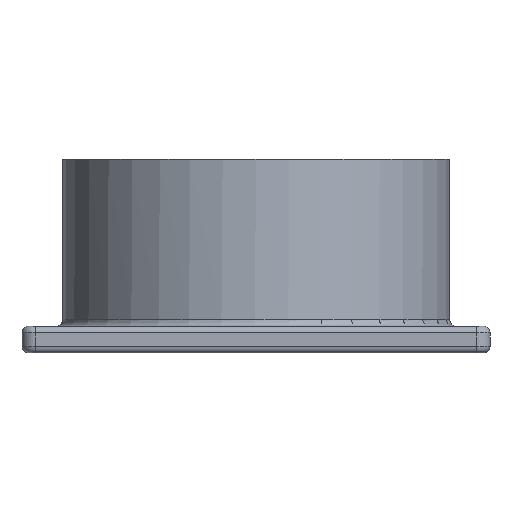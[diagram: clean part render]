
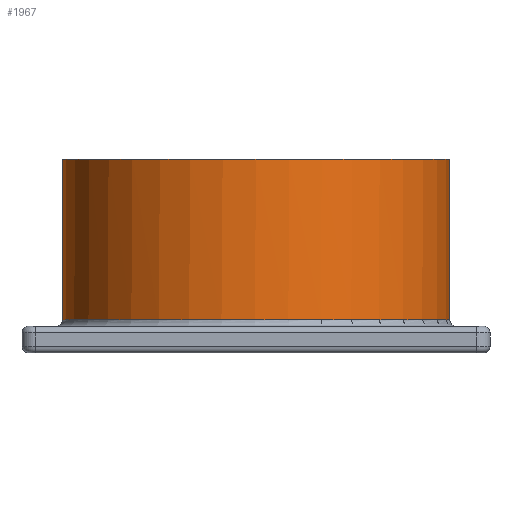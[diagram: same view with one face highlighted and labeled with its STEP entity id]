
A CAD part, front view. The second image highlights one B-rep face of the part: STEP entity #1967.
In plain terms, the highlighted cylindrical face has radius 28.9 mm (diameter 57.8 mm), a partial arc.
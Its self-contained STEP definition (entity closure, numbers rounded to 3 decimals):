
#419 = PLANE('',#420);
#420 = AXIS2_PLACEMENT_3D('',#421,#422,#423);
#421 = CARTESIAN_POINT('',(5.5,40.,4.));
#422 = DIRECTION('',(1.,0.,0.));
#423 = DIRECTION('',(0.,-1.,0.));
#446 = TOROIDAL_SURFACE('',#447,29.9,1.);
#447 = AXIS2_PLACEMENT_3D('',#448,#449,#450);
#448 = CARTESIAN_POINT('',(0.,0.,5.));
#449 = DIRECTION('',(-0.,-0.,-1.));
#450 = DIRECTION('',(-1.,0.,0.));
#636 = VERTEX_POINT('',#637);
#637 = CARTESIAN_POINT('',(5.5,28.372,29.));
#651 = PLANE('',#652);
#652 = AXIS2_PLACEMENT_3D('',#653,#654,#655);
#653 = CARTESIAN_POINT('',(0.,5.485,29.));
#654 = DIRECTION('',(0.,0.,1.));
#655 = DIRECTION('',(1.,0.,0.));
#663 = EDGE_CURVE('',#664,#636,#666,.T.);
#664 = VERTEX_POINT('',#665);
#665 = CARTESIAN_POINT('',(5.5,28.372,5.));
#666 = SURFACE_CURVE('',#667,(#671,#678),.PCURVE_S1.);
#667 = LINE('',#668,#669);
#668 = CARTESIAN_POINT('',(5.5,28.372,4.));
#669 = VECTOR('',#670,1.);
#670 = DIRECTION('',(0.,0.,1.));
#671 = PCURVE('',#419,#672);
#672 = DEFINITIONAL_REPRESENTATION('',(#673),#677);
#673 = LINE('',#674,#675);
#674 = CARTESIAN_POINT('',(11.628,0.));
#675 = VECTOR('',#676,1.);
#676 = DIRECTION('',(0.,-1.));
#677 = ( GEOMETRIC_REPRESENTATION_CONTEXT(2) 
PARAMETRIC_REPRESENTATION_CONTEXT() REPRESENTATION_CONTEXT('2D SPACE',''
  ) );
#678 = PCURVE('',#679,#684);
#679 = CYLINDRICAL_SURFACE('',#680,28.9);
#680 = AXIS2_PLACEMENT_3D('',#681,#682,#683);
#681 = CARTESIAN_POINT('',(0.,0.,4.));
#682 = DIRECTION('',(-0.,-0.,-1.));
#683 = DIRECTION('',(1.,0.,0.));
#684 = DEFINITIONAL_REPRESENTATION('',(#685),#689);
#685 = LINE('',#686,#687);
#686 = CARTESIAN_POINT('',(-7.663,0.));
#687 = VECTOR('',#688,1.);
#688 = DIRECTION('',(-0.,-1.));
#689 = ( GEOMETRIC_REPRESENTATION_CONTEXT(2) 
PARAMETRIC_REPRESENTATION_CONTEXT() REPRESENTATION_CONTEXT('2D SPACE',''
  ) );
#943 = VERTEX_POINT('',#944);
#944 = CARTESIAN_POINT('',(-28.9,0.,5.));
#959 = PLANE('',#960);
#960 = AXIS2_PLACEMENT_3D('',#961,#962,#963);
#961 = CARTESIAN_POINT('',(0.,0.,4.));
#962 = DIRECTION('',(0.,1.,0.));
#963 = DIRECTION('',(0.,0.,1.));
#977 = EDGE_CURVE('',#943,#664,#978,.T.);
#978 = SURFACE_CURVE('',#979,(#984,#991),.PCURVE_S1.);
#979 = CIRCLE('',#980,28.9);
#980 = AXIS2_PLACEMENT_3D('',#981,#982,#983);
#981 = CARTESIAN_POINT('',(0.,0.,5.));
#982 = DIRECTION('',(0.,0.,1.));
#983 = DIRECTION('',(-1.,0.,0.));
#984 = PCURVE('',#446,#985);
#985 = DEFINITIONAL_REPRESENTATION('',(#986),#990);
#986 = LINE('',#987,#988);
#987 = CARTESIAN_POINT('',(-0.,3.142));
#988 = VECTOR('',#989,1.);
#989 = DIRECTION('',(-1.,0.));
#990 = ( GEOMETRIC_REPRESENTATION_CONTEXT(2) 
PARAMETRIC_REPRESENTATION_CONTEXT() REPRESENTATION_CONTEXT('2D SPACE',''
  ) );
#991 = PCURVE('',#679,#992);
#992 = DEFINITIONAL_REPRESENTATION('',(#993),#997);
#993 = LINE('',#994,#995);
#994 = CARTESIAN_POINT('',(-3.142,-1.));
#995 = VECTOR('',#996,1.);
#996 = DIRECTION('',(-1.,0.));
#997 = ( GEOMETRIC_REPRESENTATION_CONTEXT(2) 
PARAMETRIC_REPRESENTATION_CONTEXT() REPRESENTATION_CONTEXT('2D SPACE',''
  ) );
#1052 = EDGE_CURVE('',#1053,#943,#1055,.T.);
#1053 = VERTEX_POINT('',#1054);
#1054 = CARTESIAN_POINT('',(-28.9,0.,14.));
#1055 = SURFACE_CURVE('',#1056,(#1060,#1067),.PCURVE_S1.);
#1056 = LINE('',#1057,#1058);
#1057 = CARTESIAN_POINT('',(-28.9,0.,4.));
#1058 = VECTOR('',#1059,1.);
#1059 = DIRECTION('',(-0.,-0.,-1.));
#1060 = PCURVE('',#959,#1061);
#1061 = DEFINITIONAL_REPRESENTATION('',(#1062),#1066);
#1062 = LINE('',#1063,#1064);
#1063 = CARTESIAN_POINT('',(0.,-28.9));
#1064 = VECTOR('',#1065,1.);
#1065 = DIRECTION('',(-1.,0.));
#1066 = ( GEOMETRIC_REPRESENTATION_CONTEXT(2) 
PARAMETRIC_REPRESENTATION_CONTEXT() REPRESENTATION_CONTEXT('2D SPACE',''
  ) );
#1067 = PCURVE('',#679,#1068);
#1068 = DEFINITIONAL_REPRESENTATION('',(#1069),#1073);
#1069 = LINE('',#1070,#1071);
#1070 = CARTESIAN_POINT('',(-3.142,0.));
#1071 = VECTOR('',#1072,1.);
#1072 = DIRECTION('',(-0.,1.));
#1073 = ( GEOMETRIC_REPRESENTATION_CONTEXT(2) 
PARAMETRIC_REPRESENTATION_CONTEXT() REPRESENTATION_CONTEXT('2D SPACE',''
  ) );
#1091 = PLANE('',#1092);
#1092 = AXIS2_PLACEMENT_3D('',#1093,#1094,#1095);
#1093 = CARTESIAN_POINT('',(0.,0.,14.));
#1094 = DIRECTION('',(0.,0.,-1.));
#1095 = DIRECTION('',(0.,1.,0.));
#1967 = ADVANCED_FACE('',(#1968),#679,.T.);
#1968 = FACE_BOUND('',#1969,.F.);
#1969 = EDGE_LOOP('',(#1970,#1971,#1995,#2023,#2045,#2046));
#1970 = ORIENTED_EDGE('',*,*,#1052,.F.);
#1971 = ORIENTED_EDGE('',*,*,#1972,.T.);
#1972 = EDGE_CURVE('',#1053,#1973,#1975,.T.);
#1973 = VERTEX_POINT('',#1974);
#1974 = CARTESIAN_POINT('',(-5.5,28.372,14.));
#1975 = SURFACE_CURVE('',#1976,(#1981,#1988),.PCURVE_S1.);
#1976 = CIRCLE('',#1977,28.9);
#1977 = AXIS2_PLACEMENT_3D('',#1978,#1979,#1980);
#1978 = CARTESIAN_POINT('',(0.,0.,14.));
#1979 = DIRECTION('',(0.,0.,-1.));
#1980 = DIRECTION('',(1.,0.,0.));
#1981 = PCURVE('',#679,#1982);
#1982 = DEFINITIONAL_REPRESENTATION('',(#1983),#1987);
#1983 = LINE('',#1984,#1985);
#1984 = CARTESIAN_POINT('',(-6.283,-10.));
#1985 = VECTOR('',#1986,1.);
#1986 = DIRECTION('',(1.,-0.));
#1987 = ( GEOMETRIC_REPRESENTATION_CONTEXT(2) 
PARAMETRIC_REPRESENTATION_CONTEXT() REPRESENTATION_CONTEXT('2D SPACE',''
  ) );
#1988 = PCURVE('',#1091,#1989);
#1989 = DEFINITIONAL_REPRESENTATION('',(#1990),#1994);
#1990 = CIRCLE('',#1991,28.9);
#1991 = AXIS2_PLACEMENT_2D('',#1992,#1993);
#1992 = CARTESIAN_POINT('',(0.,0.));
#1993 = DIRECTION('',(0.,1.));
#1994 = ( GEOMETRIC_REPRESENTATION_CONTEXT(2) 
PARAMETRIC_REPRESENTATION_CONTEXT() REPRESENTATION_CONTEXT('2D SPACE',''
  ) );
#1995 = ORIENTED_EDGE('',*,*,#1996,.T.);
#1996 = EDGE_CURVE('',#1973,#1997,#1999,.T.);
#1997 = VERTEX_POINT('',#1998);
#1998 = CARTESIAN_POINT('',(-5.5,28.372,29.));
#1999 = SURFACE_CURVE('',#2000,(#2004,#2011),.PCURVE_S1.);
#2000 = LINE('',#2001,#2002);
#2001 = CARTESIAN_POINT('',(-5.5,28.372,4.));
#2002 = VECTOR('',#2003,1.);
#2003 = DIRECTION('',(0.,0.,1.));
#2004 = PCURVE('',#679,#2005);
#2005 = DEFINITIONAL_REPRESENTATION('',(#2006),#2010);
#2006 = LINE('',#2007,#2008);
#2007 = CARTESIAN_POINT('',(-1.762,0.));
#2008 = VECTOR('',#2009,1.);
#2009 = DIRECTION('',(-0.,-1.));
#2010 = ( GEOMETRIC_REPRESENTATION_CONTEXT(2) 
PARAMETRIC_REPRESENTATION_CONTEXT() REPRESENTATION_CONTEXT('2D SPACE',''
  ) );
#2011 = PCURVE('',#2012,#2017);
#2012 = PLANE('',#2013);
#2013 = AXIS2_PLACEMENT_3D('',#2014,#2015,#2016);
#2014 = CARTESIAN_POINT('',(-5.5,28.372,4.));
#2015 = DIRECTION('',(-1.,0.,0.));
#2016 = DIRECTION('',(0.,1.,0.));
#2017 = DEFINITIONAL_REPRESENTATION('',(#2018),#2022);
#2018 = LINE('',#2019,#2020);
#2019 = CARTESIAN_POINT('',(0.,0.));
#2020 = VECTOR('',#2021,1.);
#2021 = DIRECTION('',(0.,-1.));
#2022 = ( GEOMETRIC_REPRESENTATION_CONTEXT(2) 
PARAMETRIC_REPRESENTATION_CONTEXT() REPRESENTATION_CONTEXT('2D SPACE',''
  ) );
#2023 = ORIENTED_EDGE('',*,*,#2024,.T.);
#2024 = EDGE_CURVE('',#1997,#636,#2025,.T.);
#2025 = SURFACE_CURVE('',#2026,(#2031,#2038),.PCURVE_S1.);
#2026 = CIRCLE('',#2027,28.9);
#2027 = AXIS2_PLACEMENT_3D('',#2028,#2029,#2030);
#2028 = CARTESIAN_POINT('',(0.,0.,29.));
#2029 = DIRECTION('',(0.,0.,1.));
#2030 = DIRECTION('',(1.,0.,0.));
#2031 = PCURVE('',#679,#2032);
#2032 = DEFINITIONAL_REPRESENTATION('',(#2033),#2037);
#2033 = LINE('',#2034,#2035);
#2034 = CARTESIAN_POINT('',(-0.,-25.));
#2035 = VECTOR('',#2036,1.);
#2036 = DIRECTION('',(-1.,0.));
#2037 = ( GEOMETRIC_REPRESENTATION_CONTEXT(2) 
PARAMETRIC_REPRESENTATION_CONTEXT() REPRESENTATION_CONTEXT('2D SPACE',''
  ) );
#2038 = PCURVE('',#651,#2039);
#2039 = DEFINITIONAL_REPRESENTATION('',(#2040),#2044);
#2040 = CIRCLE('',#2041,28.9);
#2041 = AXIS2_PLACEMENT_2D('',#2042,#2043);
#2042 = CARTESIAN_POINT('',(0.,-5.485));
#2043 = DIRECTION('',(1.,0.));
#2044 = ( GEOMETRIC_REPRESENTATION_CONTEXT(2) 
PARAMETRIC_REPRESENTATION_CONTEXT() REPRESENTATION_CONTEXT('2D SPACE',''
  ) );
#2045 = ORIENTED_EDGE('',*,*,#663,.F.);
#2046 = ORIENTED_EDGE('',*,*,#977,.F.);
